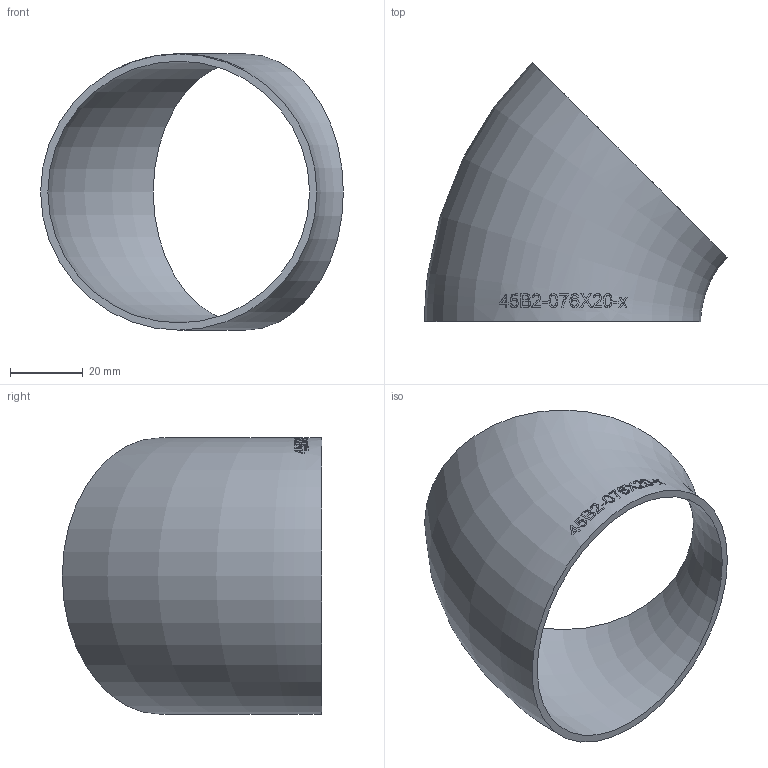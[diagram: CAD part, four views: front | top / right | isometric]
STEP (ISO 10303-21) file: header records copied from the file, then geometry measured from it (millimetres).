
FILE_DESCRIPTION (( 'STEP AP214' ), '1' );
FILE_NAME ('45B2-076X20-x Bogen 2005.STEP', '2020-05-05T09:55:51', ( '' ), ( '' ), 'SwSTEP 2.0', 'SolidWorks 2019', '' );
FILE_SCHEMA (( 'AUTOMOTIVE_DESIGN' ));
Length unit declared in the file: millimetre
Products named in the file (1): 45B2-076X20-x Bogen 2005
Bounding box: 83.41 x 71.45 x 76.1 mm (x, y, z)
Volume: 23035.5 mm3; surface area: 23975.5 mm2
Topology: 1 solids, 1 shells, 182 faces, 487 edges, 325 vertices
Faces by surface type: bspline 158, torus 22, plane 2
Entity records: 22340 total; most frequent: CARTESIAN_POINT 17335, ORIENTED_EDGE 956, EDGE_CURVE 478, B_SPLINE_CURVE_WITH_KNOTS 474, VERTEX_POINT 320, EDGE_LOOP 204, FACE_OUTER_BOUND 183, ADVANCED_FACE 181
